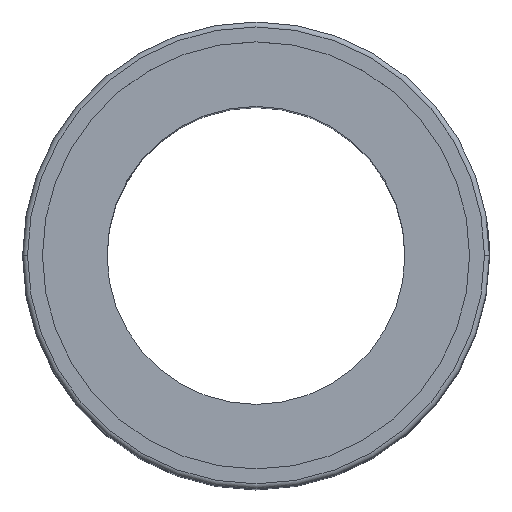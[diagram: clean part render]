
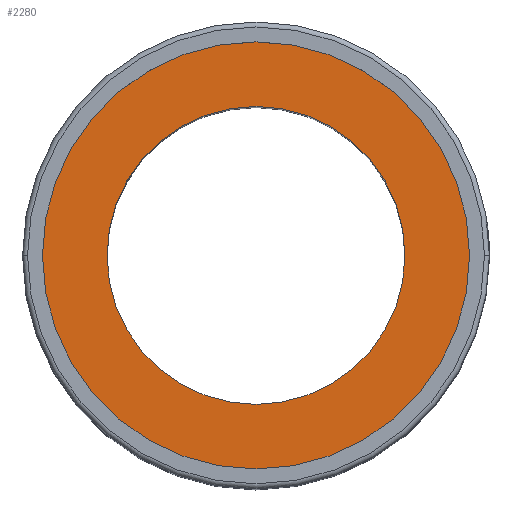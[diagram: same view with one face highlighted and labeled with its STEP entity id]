
A CAD part, top view. The second image highlights one B-rep face of the part: STEP entity #2280.
In plain terms, the highlighted planar face has unit normal (0, 0, 1).
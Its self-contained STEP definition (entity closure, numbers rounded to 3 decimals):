
#1075 = DIRECTION ( 'NONE',  ( 1., 0., 0. ) ) ;
#1309 = CARTESIAN_POINT ( 'NONE',  ( 0., 0., 33.3 ) ) ;
#1462 = CIRCLE ( 'NONE', #8218, 21.5 ) ;
#2172 = ORIENTED_EDGE ( 'NONE', *, *, #10524, .F. ) ;
#2280 = ADVANCED_FACE ( 'NONE', ( #5466, #7885 ), #12420, .T. ) ;
#2482 = EDGE_CURVE ( 'NONE', #2715, #13991, #13492, .T. ) ;
#2715 = VERTEX_POINT ( 'NONE', #3528 ) ;
#3020 = DIRECTION ( 'NONE',  ( 1., 0., 0. ) ) ;
#3230 = ORIENTED_EDGE ( 'NONE', *, *, #2482, .T. ) ;
#3290 = DIRECTION ( 'NONE',  ( 1., 0., 0. ) ) ;
#3431 = CARTESIAN_POINT ( 'NONE',  ( 15., 0., 33.3 ) ) ;
#3509 = CARTESIAN_POINT ( 'NONE',  ( 0., 0., 33.3 ) ) ;
#3528 = CARTESIAN_POINT ( 'NONE',  ( -21.5, 0., 33.3 ) ) ;
#3630 = AXIS2_PLACEMENT_3D ( 'NONE', #3509, #4737, #3290 ) ;
#4737 = DIRECTION ( 'NONE',  ( 0., 0., 1. ) ) ;
#4931 = AXIS2_PLACEMENT_3D ( 'NONE', #13783, #6600, #1075 ) ;
#5258 = CARTESIAN_POINT ( 'NONE',  ( -15., 0., 33.3 ) ) ;
#5352 = VERTEX_POINT ( 'NONE', #3431 ) ;
#5466 = FACE_BOUND ( 'NONE', #6187, .T. ) ;
#5480 = VERTEX_POINT ( 'NONE', #5258 ) ;
#5923 = DIRECTION ( 'NONE',  ( 1., 0., 0. ) ) ;
#6187 = EDGE_LOOP ( 'NONE', ( #8251, #2172 ) ) ;
#6600 = DIRECTION ( 'NONE',  ( 0., 0., 1. ) ) ;
#7624 = EDGE_CURVE ( 'NONE', #5480, #5352, #9434, .T. ) ;
#7868 = EDGE_CURVE ( 'NONE', #13991, #2715, #1462, .T. ) ;
#7885 = FACE_OUTER_BOUND ( 'NONE', #9353, .T. ) ;
#7933 = DIRECTION ( 'NONE',  ( 0., 0., 1. ) ) ;
#8000 = ORIENTED_EDGE ( 'NONE', *, *, #7868, .T. ) ;
#8218 = AXIS2_PLACEMENT_3D ( 'NONE', #1309, #10616, #5923 ) ;
#8239 = CIRCLE ( 'NONE', #3630, 15. ) ;
#8251 = ORIENTED_EDGE ( 'NONE', *, *, #7624, .F. ) ;
#8704 = CARTESIAN_POINT ( 'NONE',  ( 21.5, 0., 33.3 ) ) ;
#9319 = CARTESIAN_POINT ( 'NONE',  ( 0., 0., 33.3 ) ) ;
#9353 = EDGE_LOOP ( 'NONE', ( #8000, #3230 ) ) ;
#9434 = CIRCLE ( 'NONE', #10646, 15. ) ;
#10524 = EDGE_CURVE ( 'NONE', #5352, #5480, #8239, .T. ) ;
#10616 = DIRECTION ( 'NONE',  ( 0., 0., 1. ) ) ;
#10646 = AXIS2_PLACEMENT_3D ( 'NONE', #11335, #7933, #12622 ) ;
#11335 = CARTESIAN_POINT ( 'NONE',  ( 0., 0., 33.3 ) ) ;
#12420 = PLANE ( 'NONE',  #4931 ) ;
#12622 = DIRECTION ( 'NONE',  ( 1., 0., 0. ) ) ;
#13492 = CIRCLE ( 'NONE', #14694, 21.5 ) ;
#13783 = CARTESIAN_POINT ( 'NONE',  ( 0., 0., 33.3 ) ) ;
#13923 = DIRECTION ( 'NONE',  ( 0., 0., 1. ) ) ;
#13991 = VERTEX_POINT ( 'NONE', #8704 ) ;
#14694 = AXIS2_PLACEMENT_3D ( 'NONE', #9319, #13923, #3020 ) ;
